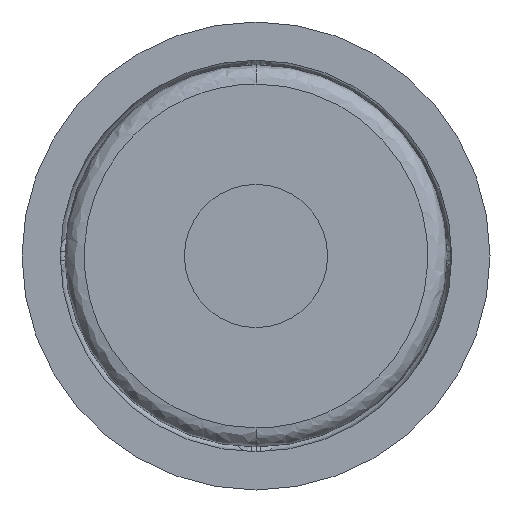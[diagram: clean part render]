
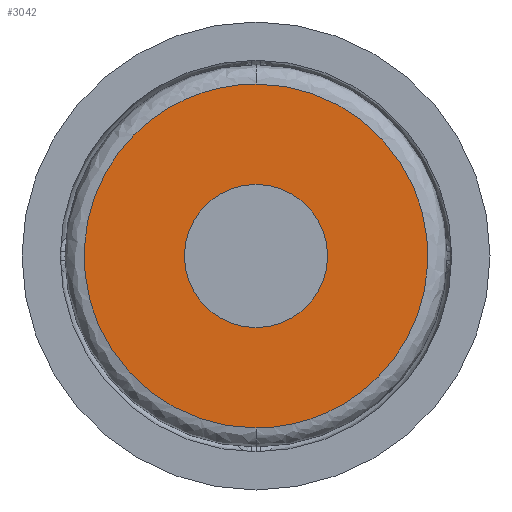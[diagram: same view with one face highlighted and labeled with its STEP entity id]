
A CAD part, front view. The second image highlights one B-rep face of the part: STEP entity #3042.
In plain terms, the highlighted planar face has unit normal (0, -1, 0).
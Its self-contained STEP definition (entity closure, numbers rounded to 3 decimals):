
#275 = EDGE_CURVE ( 'NONE', #3914, #11586, #1998, .T. ) ;
#337 = ORIENTED_EDGE ( 'NONE', *, *, #8048, .F. ) ;
#658 = ORIENTED_EDGE ( 'NONE', *, *, #4065, .T. ) ;
#876 = CARTESIAN_POINT ( 'NONE',  ( 0., -3., 7.5 ) ) ;
#1179 = AXIS2_PLACEMENT_3D ( 'NONE', #11981, #11952, #11911 ) ;
#1220 = CIRCLE ( 'NONE', #10357, 7.5 ) ;
#1956 = FACE_OUTER_BOUND ( 'NONE', #2056, .T. ) ;
#1998 =( BOUNDED_CURVE ( )  B_SPLINE_CURVE ( 3, ( #9243, #9674, #11520, #11548 ),
 .UNSPECIFIED., .F., .F. ) 
 B_SPLINE_CURVE_WITH_KNOTS ( ( 4, 4 ),
 ( 0., 1. ),
 .UNSPECIFIED. ) 
 CURVE ( )  GEOMETRIC_REPRESENTATION_ITEM ( )  RATIONAL_B_SPLINE_CURVE ( ( 1., 0.333, 0.333, 1. ) ) 
 REPRESENTATION_ITEM ( '' )  );
#2056 = EDGE_LOOP ( 'NONE', ( #3720, #337 ) ) ;
#2069 = DIRECTION ( 'NONE',  ( 0., 1., 0. ) ) ;
#2533 = CARTESIAN_POINT ( 'NONE',  ( 0., -3., -18. ) ) ;
#2536 = VERTEX_POINT ( 'NONE', #876 ) ;
#3042 = ADVANCED_FACE ( 'NONE', ( #11820, #1956 ), #11161, .T. ) ;
#3663 = AXIS2_PLACEMENT_3D ( 'NONE', #5909, #5073, #4936 ) ;
#3720 = ORIENTED_EDGE ( 'NONE', *, *, #275, .F. ) ;
#3914 = VERTEX_POINT ( 'NONE', #4426 ) ;
#3981 = CARTESIAN_POINT ( 'NONE',  ( 0., -3., -7.5 ) ) ;
#4065 = EDGE_CURVE ( 'NONE', #7456, #2536, #9496, .T. ) ;
#4426 = CARTESIAN_POINT ( 'NONE',  ( 0., -3., 18. ) ) ;
#4521 = CARTESIAN_POINT ( 'NONE',  ( 0., -3., 18. ) ) ;
#4936 = DIRECTION ( 'NONE',  ( 0., 0., -1. ) ) ;
#5073 = DIRECTION ( 'NONE',  ( 0., 1., 0. ) ) ;
#5909 = CARTESIAN_POINT ( 'NONE',  ( 0., -3., 0. ) ) ;
#7456 = VERTEX_POINT ( 'NONE', #3981 ) ;
#7792 = EDGE_LOOP ( 'NONE', ( #658, #10794 ) ) ;
#7988 = CARTESIAN_POINT ( 'NONE',  ( 0., -3., 0. ) ) ;
#8048 = EDGE_CURVE ( 'NONE', #11586, #3914, #10758, .T. ) ;
#8398 = CARTESIAN_POINT ( 'NONE',  ( -36., -3., -18. ) ) ;
#8893 = DIRECTION ( 'NONE',  ( 0., 0., -1. ) ) ;
#8902 = CARTESIAN_POINT ( 'NONE',  ( 0., -3., -18. ) ) ;
#9243 = CARTESIAN_POINT ( 'NONE',  ( 0., -3., 18. ) ) ;
#9496 = CIRCLE ( 'NONE', #3663, 7.5 ) ;
#9674 = CARTESIAN_POINT ( 'NONE',  ( 36., -3., 18. ) ) ;
#10067 = EDGE_CURVE ( 'NONE', #2536, #7456, #1220, .T. ) ;
#10223 = CARTESIAN_POINT ( 'NONE',  ( -36., -3., 18. ) ) ;
#10357 = AXIS2_PLACEMENT_3D ( 'NONE', #7988, #2069, #8893 ) ;
#10758 =( BOUNDED_CURVE ( )  B_SPLINE_CURVE ( 3, ( #2533, #8398, #10223, #4521 ),
 .UNSPECIFIED., .F., .T. ) 
 B_SPLINE_CURVE_WITH_KNOTS ( ( 4, 4 ),
 ( 0., 1. ),
 .UNSPECIFIED. ) 
 CURVE ( )  GEOMETRIC_REPRESENTATION_ITEM ( )  RATIONAL_B_SPLINE_CURVE ( ( 1., 0.333, 0.333, 1. ) ) 
 REPRESENTATION_ITEM ( '' )  );
#10794 = ORIENTED_EDGE ( 'NONE', *, *, #10067, .T. ) ;
#11161 = PLANE ( 'NONE',  #1179 ) ;
#11520 = CARTESIAN_POINT ( 'NONE',  ( 36., -3., -18. ) ) ;
#11548 = CARTESIAN_POINT ( 'NONE',  ( 0., -3., -18. ) ) ;
#11586 = VERTEX_POINT ( 'NONE', #8902 ) ;
#11820 = FACE_BOUND ( 'NONE', #7792, .T. ) ;
#11911 = DIRECTION ( 'NONE',  ( 0., 0., -1. ) ) ;
#11952 = DIRECTION ( 'NONE',  ( 0., -1., 0. ) ) ;
#11981 = CARTESIAN_POINT ( 'NONE',  ( 7.5, -3., 0. ) ) ;
